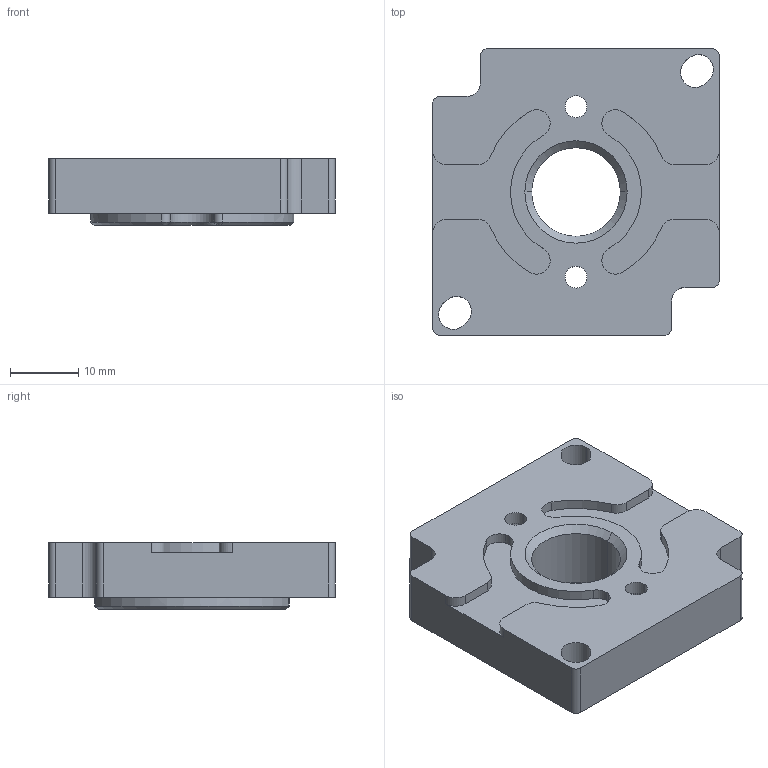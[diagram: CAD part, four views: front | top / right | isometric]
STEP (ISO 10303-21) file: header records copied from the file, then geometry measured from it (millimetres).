
FILE_DESCRIPTION (( 'STEP AP214' ), '1' );
FILE_NAME ('217-2822-AM-9015 Mounting Plate STEP.STEP', '2013-12-10T19:54:22', ( '' ), ( '' ), 'SwSTEP 2.0', 'SolidWorks 2013', '' );
FILE_SCHEMA (( 'AUTOMOTIVE_DESIGN' ));
Length unit declared in the file: millimetre
Products named in the file (1): 217-2822-AM-9015 Mounting Plate STEP
Bounding box: 42 x 42 x 9.8 mm (x, y, z)
Volume: 6651.1 mm3; surface area: 8144.5 mm2
Topology: 1 solids, 1 shells, 189 faces, 525 edges, 345 vertices
Faces by surface type: cylinder 113, plane 59, cone 17
Entity records: 6206 total; most frequent: DIRECTION 1158, CARTESIAN_POINT 1060, ORIENTED_EDGE 1050, EDGE_CURVE 525, AXIS2_PLACEMENT_3D 443, VERTEX_POINT 345, VECTOR 272, LINE 272
